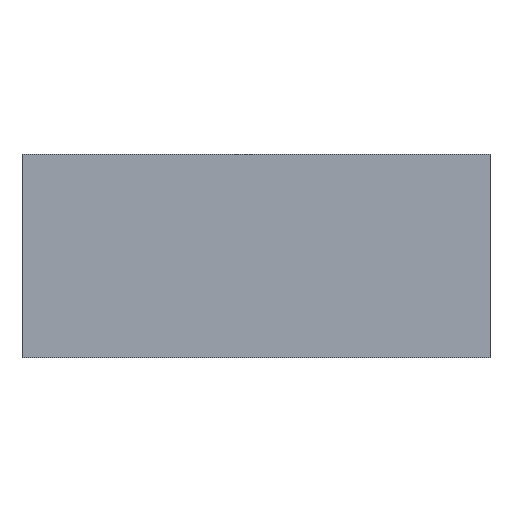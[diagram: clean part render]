
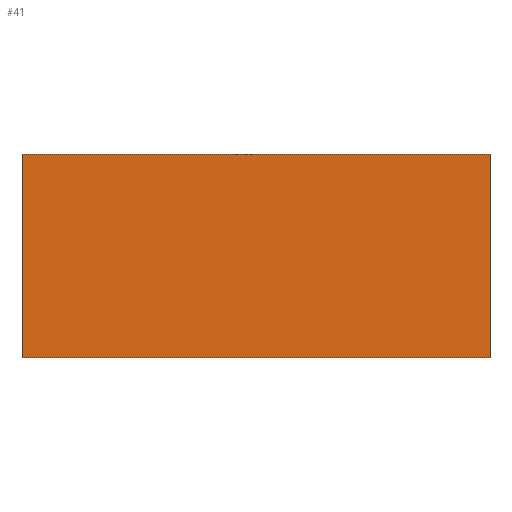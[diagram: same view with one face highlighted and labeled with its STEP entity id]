
A CAD part, top view. The second image highlights one B-rep face of the part: STEP entity #41.
In plain terms, the highlighted planar face has unit normal (0, 0, 1).
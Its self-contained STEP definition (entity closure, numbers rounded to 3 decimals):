
#14 = CARTESIAN_POINT ( 'NONE',  ( 1618., -718., 4. ) ) ;
#19 = VECTOR ( 'NONE', #79, 1000. ) ;
#21 = DIRECTION ( 'NONE',  ( 1., 0., 0. ) ) ;
#31 = LINE ( 'NONE', #47, #130 ) ;
#39 = CARTESIAN_POINT ( 'NONE',  ( -682., 282., 4. ) ) ;
#41 = ADVANCED_FACE ( 'NONE', ( #124 ), #175, .T. ) ;
#44 = ORIENTED_EDGE ( 'NONE', *, *, #187, .T. ) ;
#47 = CARTESIAN_POINT ( 'NONE',  ( 1618., 282., 4. ) ) ;
#53 = VECTOR ( 'NONE', #149, 1000. ) ;
#79 = DIRECTION ( 'NONE',  ( 0., 1., 0. ) ) ;
#85 = CARTESIAN_POINT ( 'NONE',  ( -682., -718., 4. ) ) ;
#87 = CARTESIAN_POINT ( 'NONE',  ( -682., 282., 4. ) ) ;
#88 = EDGE_CURVE ( 'NONE', #99, #171, #31, .T. ) ;
#91 = ORIENTED_EDGE ( 'NONE', *, *, #160, .T. ) ;
#99 = VERTEX_POINT ( 'NONE', #163 ) ;
#104 = DIRECTION ( 'NONE',  ( -1., 0., 0. ) ) ;
#106 = AXIS2_PLACEMENT_3D ( 'NONE', #122, #176, #127 ) ;
#108 = VECTOR ( 'NONE', #21, 1000. ) ;
#109 = ORIENTED_EDGE ( 'NONE', *, *, #88, .T. ) ;
#112 = LINE ( 'NONE', #39, #53 ) ;
#122 = CARTESIAN_POINT ( 'NONE',  ( -682., -718., 4. ) ) ;
#124 = FACE_OUTER_BOUND ( 'NONE', #135, .T. ) ;
#125 = ORIENTED_EDGE ( 'NONE', *, *, #192, .T. ) ;
#127 = DIRECTION ( 'NONE',  ( 1., 0., 0. ) ) ;
#130 = VECTOR ( 'NONE', #104, 1000. ) ;
#135 = EDGE_LOOP ( 'NONE', ( #125, #109, #44, #91 ) ) ;
#141 = CARTESIAN_POINT ( 'NONE',  ( 1618., -718., 4. ) ) ;
#149 = DIRECTION ( 'NONE',  ( 0., -1., 0. ) ) ;
#151 = VERTEX_POINT ( 'NONE', #141 ) ;
#160 = EDGE_CURVE ( 'NONE', #185, #151, #224, .T. ) ;
#163 = CARTESIAN_POINT ( 'NONE',  ( 1618., 282., 4. ) ) ;
#171 = VERTEX_POINT ( 'NONE', #87 ) ;
#175 = PLANE ( 'NONE',  #106 ) ;
#176 = DIRECTION ( 'NONE',  ( 0., 0., 1. ) ) ;
#182 = LINE ( 'NONE', #14, #19 ) ;
#185 = VERTEX_POINT ( 'NONE', #85 ) ;
#187 = EDGE_CURVE ( 'NONE', #171, #185, #112, .T. ) ;
#192 = EDGE_CURVE ( 'NONE', #151, #99, #182, .T. ) ;
#198 = CARTESIAN_POINT ( 'NONE',  ( -682., -718., 4. ) ) ;
#224 = LINE ( 'NONE', #198, #108 ) ;
